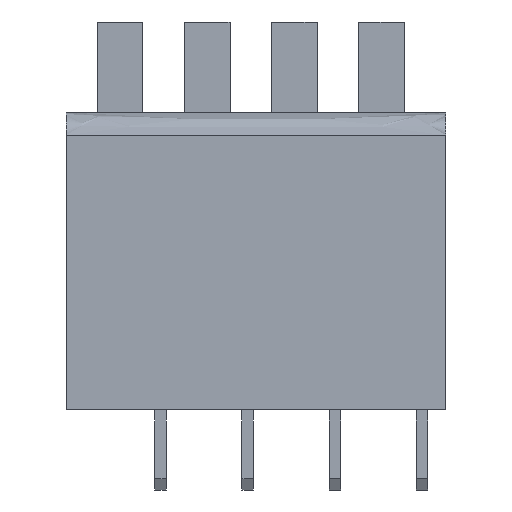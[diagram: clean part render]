
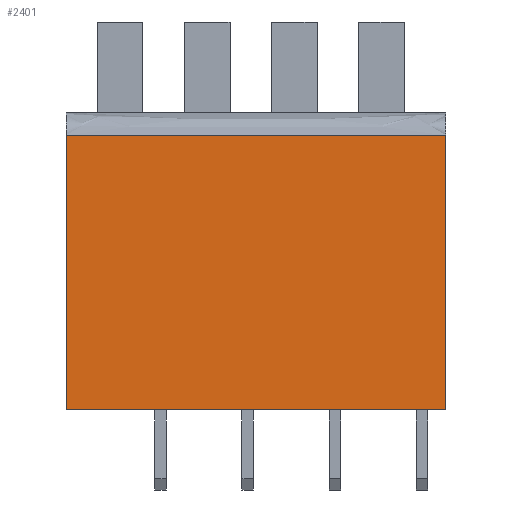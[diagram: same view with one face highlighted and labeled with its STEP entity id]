
A CAD part, front view. The second image highlights one B-rep face of the part: STEP entity #2401.
In plain terms, the highlighted planar face has unit normal (0, -1, 0).
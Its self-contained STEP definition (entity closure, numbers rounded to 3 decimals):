
#254 = EDGE_CURVE ( 'NONE', #3448, #1820, #3602, .T. ) ;
#387 = CARTESIAN_POINT ( 'NONE',  ( 8.295, -5.4, 12. ) ) ;
#390 = CARTESIAN_POINT ( 'NONE',  ( -8.295, -5.4, 13. ) ) ;
#482 = B_SPLINE_CURVE_WITH_KNOTS ( 'NONE', 3,
 ( #1473, #599, #3221, #3489 ),
 .UNSPECIFIED., .F., .F.,
 ( 4, 4 ),
 ( 0., 1. ),
 .UNSPECIFIED. ) ;
#545 = LINE ( 'NONE', #1717, #2485 ) ;
#599 = CARTESIAN_POINT ( 'NONE',  ( 2.765, -5.4, 12. ) ) ;
#680 = DIRECTION ( 'NONE',  ( 0., 1., 0. ) ) ;
#699 = FACE_OUTER_BOUND ( 'NONE', #2941, .T. ) ;
#845 = VERTEX_POINT ( 'NONE', #3346 ) ;
#852 = ORIENTED_EDGE ( 'NONE', *, *, #1532, .T. ) ;
#943 = CARTESIAN_POINT ( 'NONE',  ( -8.295, -5.4, 13. ) ) ;
#1237 = DIRECTION ( 'NONE',  ( 0., 0., -1. ) ) ;
#1265 = VECTOR ( 'NONE', #1855, 1000. ) ;
#1473 = CARTESIAN_POINT ( 'NONE',  ( 8.295, -5.4, 12. ) ) ;
#1484 = CARTESIAN_POINT ( 'NONE',  ( -8.295, -5.4, 0. ) ) ;
#1532 = EDGE_CURVE ( 'NONE', #1820, #845, #545, .T. ) ;
#1542 = LINE ( 'NONE', #1823, #2355 ) ;
#1717 = CARTESIAN_POINT ( 'NONE',  ( -8.295, -5.4, 0. ) ) ;
#1795 = VERTEX_POINT ( 'NONE', #387 ) ;
#1820 = VERTEX_POINT ( 'NONE', #1484 ) ;
#1823 = CARTESIAN_POINT ( 'NONE',  ( 8.295, -5.4, 13. ) ) ;
#1855 = DIRECTION ( 'NONE',  ( 0., 0., -1. ) ) ;
#1985 = DIRECTION ( 'NONE',  ( 1., 0., 0. ) ) ;
#2050 = ORIENTED_EDGE ( 'NONE', *, *, #3257, .T. ) ;
#2312 = CARTESIAN_POINT ( 'NONE',  ( -8.295, -5.4, 12. ) ) ;
#2355 = VECTOR ( 'NONE', #1237, 1000. ) ;
#2359 = PLANE ( 'NONE',  #3078 ) ;
#2401 = ADVANCED_FACE ( 'NONE', ( #699 ), #2359, .F. ) ;
#2408 = EDGE_CURVE ( 'NONE', #1795, #845, #1542, .T. ) ;
#2485 = VECTOR ( 'NONE', #1985, 1000. ) ;
#2941 = EDGE_LOOP ( 'NONE', ( #3181, #2050, #3437, #852 ) ) ;
#3078 = AXIS2_PLACEMENT_3D ( 'NONE', #943, #680, #3245 ) ;
#3181 = ORIENTED_EDGE ( 'NONE', *, *, #2408, .F. ) ;
#3221 = CARTESIAN_POINT ( 'NONE',  ( -2.765, -5.4, 12. ) ) ;
#3245 = DIRECTION ( 'NONE',  ( 0., 0., 1. ) ) ;
#3257 = EDGE_CURVE ( 'NONE', #1795, #3448, #482, .T. ) ;
#3346 = CARTESIAN_POINT ( 'NONE',  ( 8.295, -5.4, 0. ) ) ;
#3437 = ORIENTED_EDGE ( 'NONE', *, *, #254, .T. ) ;
#3448 = VERTEX_POINT ( 'NONE', #2312 ) ;
#3489 = CARTESIAN_POINT ( 'NONE',  ( -8.295, -5.4, 12. ) ) ;
#3602 = LINE ( 'NONE', #390, #1265 ) ;
